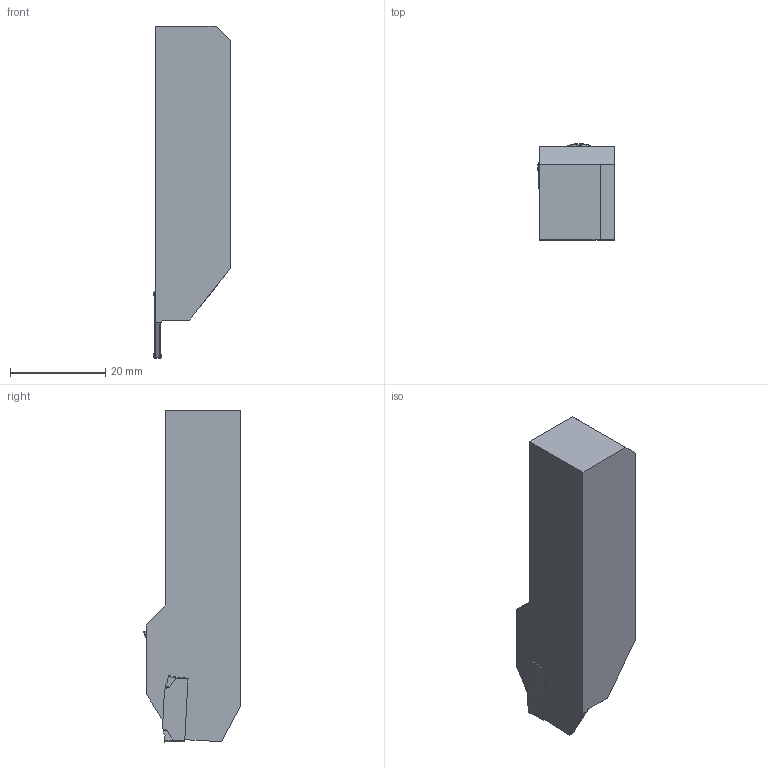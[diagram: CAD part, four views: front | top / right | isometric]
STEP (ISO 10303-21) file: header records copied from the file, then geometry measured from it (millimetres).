
FILE_DESCRIPTION(/* description */ (''),/* implementation_level */ '2;1');
FILE_NAME(/* name */ '1615647659578.stp',/* time_stamp */ '2021-03-13T20:31:26+05:00',/* author */ (''),/* organization */ ('SMS'),/* preprocessor_version */ 'ST-DEVELOPER v16.7',/* originating_system */ 'SIEMENS PLM Software NX 12.0',/* authorisation */ '');
FILE_SCHEMA (('AUTOMOTIVE_DESIGN { 1 0 10303 214 3 1 1 1 }'));
Length unit declared in the file: millimetre
Products named in the file (4): 201539459mod000_00; ASSEMBLY_CONSTRUCTION; 203383381mod000_00; 203383383mod000_00
Assembly tree (3 placements, depth 2):
  203383383mod000_00
    203383381mod000_00
    ASSEMBLY_CONSTRUCTION
    201539459mod000_00
Bounding box: 16.08 x 20.34 x 69.85 mm (x, y, z)
Volume: 14235.2 mm3; surface area: 4690.5 mm2
Topology: 2 solids, 2 shells, 108 faces, 298 edges, 203 vertices
Faces by surface type: plane 48, cylinder 32, extrusion 18, cone 8, torus 2
Entity records: 4224 total; most frequent: CARTESIAN_POINT 1408, ORIENTED_EDGE 590, DIRECTION 493, EDGE_CURVE 295, VERTEX_POINT 193, VECTOR 179, LINE 161, AXIS2_PLACEMENT_3D 157
